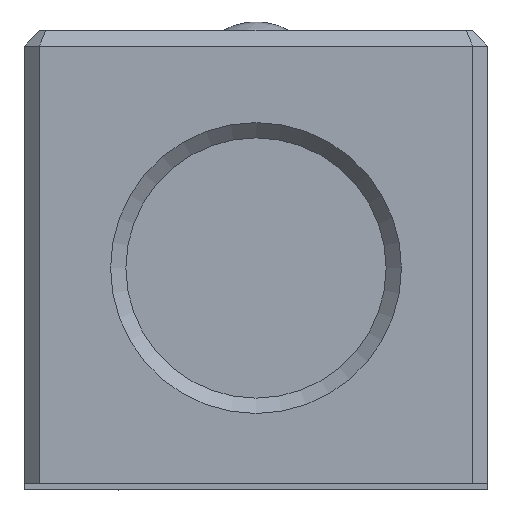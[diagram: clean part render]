
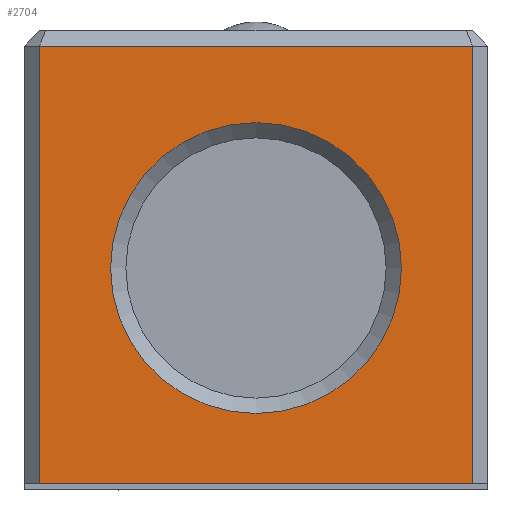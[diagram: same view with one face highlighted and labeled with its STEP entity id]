
A CAD part, front view. The second image highlights one B-rep face of the part: STEP entity #2704.
In plain terms, the highlighted face is planar.
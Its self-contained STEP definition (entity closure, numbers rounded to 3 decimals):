
#140=LINE('',#4134,#428);
#216=LINE('',#4335,#504);
#247=LINE('',#4400,#535);
#286=LINE('',#4485,#574);
#428=VECTOR('',#3366,1000.);
#504=VECTOR('',#3524,1000.);
#535=VECTOR('',#3583,1000.);
#574=VECTOR('',#3674,1000.);
#746=PLANE('',#2980);
#1422=ORIENTED_EDGE('',*,*,#1665,.T.);
#1423=ORIENTED_EDGE('',*,*,#1780,.T.);
#1424=ORIENTED_EDGE('',*,*,#1814,.T.);
#1425=ORIENTED_EDGE('',*,*,#1859,.F.);
#1426=ORIENTED_EDGE('',*,*,#1680,.F.);
#1665=EDGE_CURVE('',#1993,#1993,#2183,.T.);
#1680=EDGE_CURVE('',#2008,#2009,#140,.T.);
#1780=EDGE_CURVE('',#2008,#2092,#216,.T.);
#1814=EDGE_CURVE('',#2092,#2112,#247,.T.);
#1859=EDGE_CURVE('',#2009,#2112,#286,.T.);
#1993=VERTEX_POINT('',#4100);
#2008=VERTEX_POINT('',#4133);
#2009=VERTEX_POINT('',#4135);
#2092=VERTEX_POINT('',#4334);
#2112=VERTEX_POINT('',#4399);
#2183=CIRCLE('',#2877,9.5);
#2370=EDGE_LOOP('',(#1422));
#2371=EDGE_LOOP('',(#1423,#1424,#1425,#1426));
#2544=FACE_BOUND('',#2370,.T.);
#2545=FACE_BOUND('',#2371,.T.);
#2704=ADVANCED_FACE('',(#2544,#2545),#746,.T.);
#2877=AXIS2_PLACEMENT_3D('',#4099,#3337,#3338);
#2980=AXIS2_PLACEMENT_3D('',#4526,#3721,#3722);
#3337=DIRECTION('',(0.,0.,1.));
#3338=DIRECTION('',(1.,0.,0.));
#3366=DIRECTION('',(0.,-1.,0.));
#3524=DIRECTION('',(1.,0.,0.));
#3583=DIRECTION('',(0.,-1.,0.));
#3674=DIRECTION('',(1.,0.,0.));
#3721=DIRECTION('',(0.,0.,-1.));
#3722=DIRECTION('',(0.,-1.,0.));
#4099=CARTESIAN_POINT('',(0.,-14.5,-53.5));
#4100=CARTESIAN_POINT('',(9.5,-14.5,-53.5));
#4133=CARTESIAN_POINT('',(-14.15,-0.4,-53.5));
#4134=CARTESIAN_POINT('',(-14.15,-0.4,-53.5));
#4135=CARTESIAN_POINT('',(-14.15,-29.,-53.5));
#4334=CARTESIAN_POINT('',(14.15,-0.4,-53.5));
#4335=CARTESIAN_POINT('',(14.15,-0.4,-53.5));
#4399=CARTESIAN_POINT('',(14.15,-29.,-53.5));
#4400=CARTESIAN_POINT('',(14.15,-0.4,-53.5));
#4485=CARTESIAN_POINT('',(-14.15,-29.,-53.5));
#4526=CARTESIAN_POINT('',(14.15,0.,-53.5));
